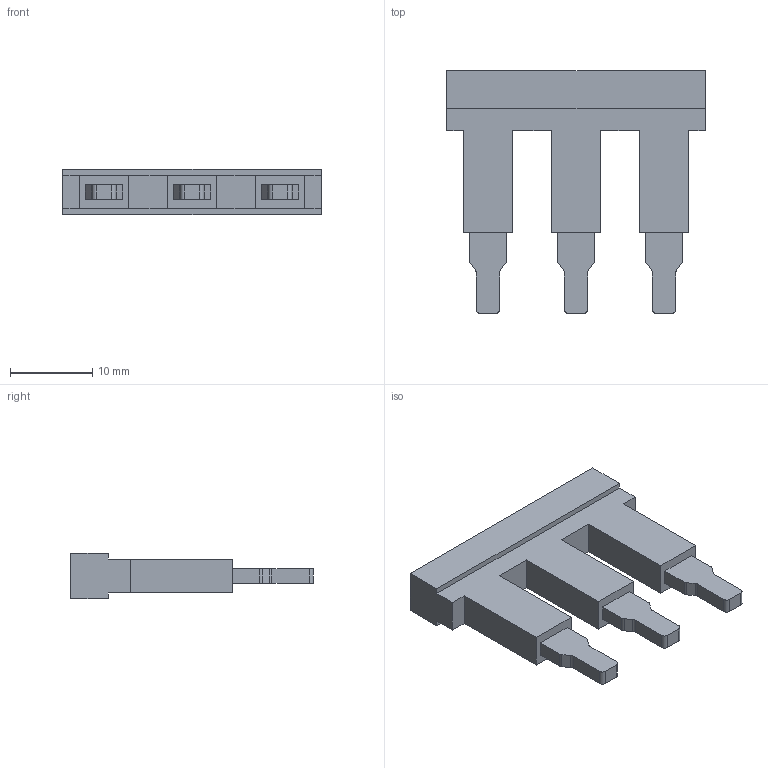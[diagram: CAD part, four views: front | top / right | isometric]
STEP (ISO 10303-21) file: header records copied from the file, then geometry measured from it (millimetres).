
FILE_DESCRIPTION (( 'STEP AP203' ), '1' );
FILE_NAME ('3''LÜ - 16 ÜST KÖPRÜ.STEP', '2020-03-25T10:00:34', ( '' ), ( '' ), 'SwSTEP 2.0', 'SolidWorks 2011', '' );
FILE_SCHEMA (( 'CONFIG_CONTROL_DESIGN' ));
Length unit declared in the file: millimetre
Products named in the file (1): 3''Lﾜ - 16 ﾜST KﾖPRﾜ
Bounding box: 31.4 x 29.5 x 5.5 mm (x, y, z)
Volume: 2247.1 mm3; surface area: 1936.2 mm2
Topology: 1 solids, 1 shells, 67 faces, 186 edges, 124 vertices
Faces by surface type: plane 49, cylinder 18
Entity records: 2213 total; most frequent: CARTESIAN_POINT 378, ORIENTED_EDGE 372, DIRECTION 358, EDGE_CURVE 186, LINE 150, VECTOR 150, VERTEX_POINT 124, AXIS2_PLACEMENT_3D 104
